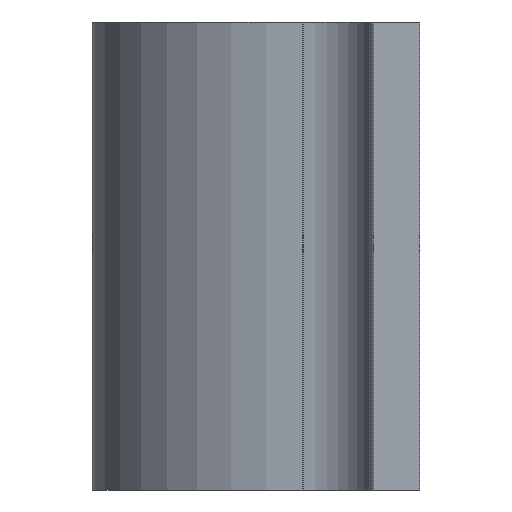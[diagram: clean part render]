
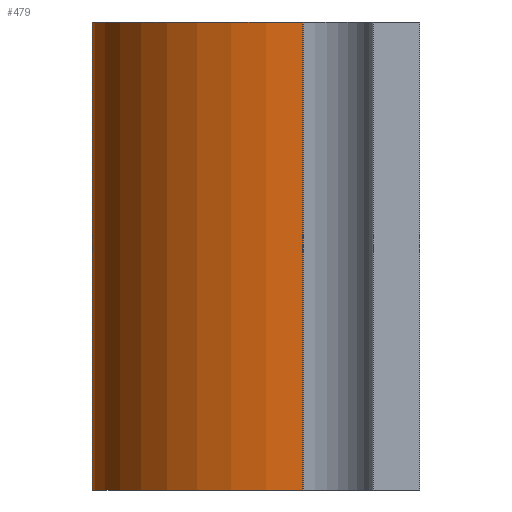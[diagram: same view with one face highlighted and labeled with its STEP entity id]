
A CAD part, left-side view. The second image highlights one B-rep face of the part: STEP entity #479.
In plain terms, the highlighted cylindrical face has radius 4.5 mm (diameter 9 mm), a partial arc.
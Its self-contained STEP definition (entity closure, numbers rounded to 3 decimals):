
#51 = CARTESIAN_POINT ( 'NONE',  ( 4.5, 2.5, -5. ) ) ;
#73 = DIRECTION ( 'NONE',  ( 0., 0., -1. ) ) ;
#102 = CARTESIAN_POINT ( 'NONE',  ( -4.5, 2.5, -5. ) ) ;
#106 = AXIS2_PLACEMENT_3D ( 'NONE', #560, #73, #647 ) ;
#108 = FACE_OUTER_BOUND ( 'NONE', #274, .T. ) ;
#113 = DIRECTION ( 'NONE',  ( 0., 0., -1. ) ) ;
#119 = ORIENTED_EDGE ( 'NONE', *, *, #1017, .F. ) ;
#124 = ORIENTED_EDGE ( 'NONE', *, *, #790, .T. ) ;
#177 = ORIENTED_EDGE ( 'NONE', *, *, #765, .F. ) ;
#232 = AXIS2_PLACEMENT_3D ( 'NONE', #689, #113, #767 ) ;
#262 = VERTEX_POINT ( 'NONE', #102 ) ;
#274 = EDGE_LOOP ( 'NONE', ( #177, #119, #124, #610 ) ) ;
#326 = DIRECTION ( 'NONE',  ( 0., 0., -1. ) ) ;
#384 = AXIS2_PLACEMENT_3D ( 'NONE', #807, #326, #894 ) ;
#405 = LINE ( 'NONE', #996, #808 ) ;
#418 = CIRCLE ( 'NONE', #384, 4.5 ) ;
#433 = LINE ( 'NONE', #645, #816 ) ;
#479 = ADVANCED_FACE ( 'NONE', ( #108 ), #633, .T. ) ;
#560 = CARTESIAN_POINT ( 'NONE',  ( 0., 2.5, -5. ) ) ;
#583 = DIRECTION ( 'NONE',  ( 0., 0., -1. ) ) ;
#610 = ORIENTED_EDGE ( 'NONE', *, *, #745, .T. ) ;
#617 = CIRCLE ( 'NONE', #106, 4.5 ) ;
#620 = VERTEX_POINT ( 'NONE', #51 ) ;
#633 = CYLINDRICAL_SURFACE ( 'NONE', #232, 4.5 ) ;
#639 = VERTEX_POINT ( 'NONE', #708 ) ;
#645 = CARTESIAN_POINT ( 'NONE',  ( 4.5, 2.5, 5. ) ) ;
#647 = DIRECTION ( 'NONE',  ( 1., 0., 0. ) ) ;
#689 = CARTESIAN_POINT ( 'NONE',  ( 0., 2.5, 5. ) ) ;
#708 = CARTESIAN_POINT ( 'NONE',  ( -4.5, 2.5, 5. ) ) ;
#726 = DIRECTION ( 'NONE',  ( 0., 0., -1. ) ) ;
#745 = EDGE_CURVE ( 'NONE', #994, #620, #433, .T. ) ;
#765 = EDGE_CURVE ( 'NONE', #262, #620, #617, .T. ) ;
#767 = DIRECTION ( 'NONE',  ( -1., 0., 0. ) ) ;
#790 = EDGE_CURVE ( 'NONE', #639, #994, #418, .T. ) ;
#807 = CARTESIAN_POINT ( 'NONE',  ( 0., 2.5, 5. ) ) ;
#808 = VECTOR ( 'NONE', #583, 1000. ) ;
#816 = VECTOR ( 'NONE', #726, 1000. ) ;
#827 = CARTESIAN_POINT ( 'NONE',  ( 4.5, 2.5, 5. ) ) ;
#894 = DIRECTION ( 'NONE',  ( 1., 0., 0. ) ) ;
#994 = VERTEX_POINT ( 'NONE', #827 ) ;
#996 = CARTESIAN_POINT ( 'NONE',  ( -4.5, 2.5, 5. ) ) ;
#1017 = EDGE_CURVE ( 'NONE', #639, #262, #405, .T. ) ;
